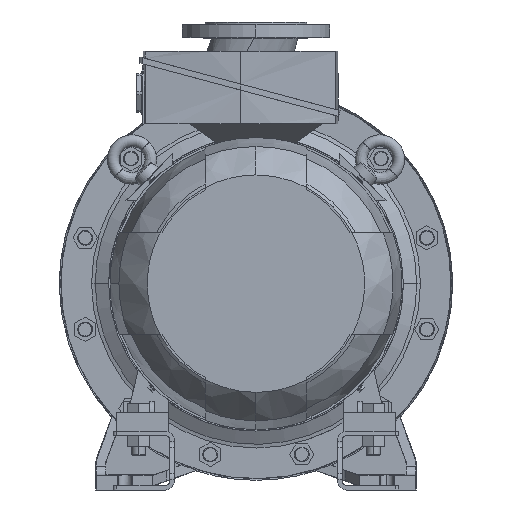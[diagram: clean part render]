
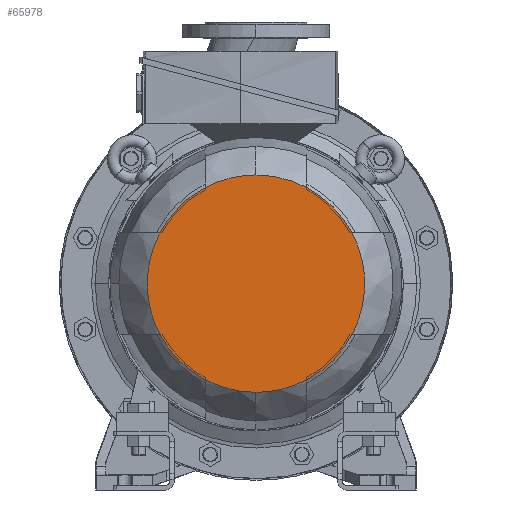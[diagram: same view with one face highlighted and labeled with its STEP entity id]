
A CAD part, left-side view. The second image highlights one B-rep face of the part: STEP entity #65978.
In plain terms, the highlighted face is planar.
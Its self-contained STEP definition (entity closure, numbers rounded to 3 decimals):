
#1531 = CARTESIAN_POINT ( 'NONE',  ( -925.801, 147.5, -147.5 ) ) ;
#2199 = CARTESIAN_POINT ( 'NONE',  ( -925.801, 147.5, 0. ) ) ;
#3211 = CARTESIAN_POINT ( 'NONE',  ( -925.801, 0., -147.5 ) ) ;
#3975 = ORIENTED_EDGE ( 'NONE', *, *, #71259, .F. ) ;
#5067 = FACE_OUTER_BOUND ( 'NONE', #75897, .T. ) ;
#16339 = AXIS2_PLACEMENT_3D ( 'NONE', #56714, #108433, #37248 ) ;
#24676 = CARTESIAN_POINT ( 'NONE',  ( -925.801, -147.5, 147.5 ) ) ;
#31738 = CARTESIAN_POINT ( 'NONE',  ( -925.801, 0., -147.5 ) ) ;
#33405 = CARTESIAN_POINT ( 'NONE',  ( -925.801, 0., 147.5 ) ) ;
#35058 =( BOUNDED_CURVE ( )  B_SPLINE_CURVE ( 2, ( #31738, #1531, #2199, #123767, #42477 ),
 .UNSPECIFIED., .F., .T. ) 
 B_SPLINE_CURVE_WITH_KNOTS ( ( 3, 2, 3 ),
 ( 0., 0.231, 0.461 ),
 .UNSPECIFIED. ) 
 CURVE ( )  GEOMETRIC_REPRESENTATION_ITEM ( )  RATIONAL_B_SPLINE_CURVE ( ( 0.932, 0.659, 0.932, 0.659, 0.932 ) ) 
 REPRESENTATION_ITEM ( '' )  );
#37248 = DIRECTION ( 'NONE',  ( 0., 0., 1. ) ) ;
#42477 = CARTESIAN_POINT ( 'NONE',  ( -925.801, 0., 147.5 ) ) ;
#49773 = PLANE ( 'NONE',  #16339 ) ;
#50115 = VERTEX_POINT ( 'NONE', #110254 ) ;
#56714 = CARTESIAN_POINT ( 'NONE',  ( -925.801, -162.25, -162.25 ) ) ;
#58690 = VERTEX_POINT ( 'NONE', #113105 ) ;
#65978 = ADVANCED_FACE ( 'NONE', ( #5067 ), #49773, .T. ) ;
#71259 = EDGE_CURVE ( 'NONE', #58690, #50115, #82088, .T. ) ;
#75897 = EDGE_LOOP ( 'NONE', ( #86898, #3975 ) ) ;
#77823 = EDGE_CURVE ( 'NONE', #50115, #58690, #35058, .T. ) ;
#82088 =( BOUNDED_CURVE ( )  B_SPLINE_CURVE ( 2, ( #33405, #24676, #96514, #117345, #3211 ),
 .UNSPECIFIED., .F., .F. ) 
 B_SPLINE_CURVE_WITH_KNOTS ( ( 3, 2, 3 ),
 ( 0., 0.231, 0.461 ),
 .UNSPECIFIED. ) 
 CURVE ( )  GEOMETRIC_REPRESENTATION_ITEM ( )  RATIONAL_B_SPLINE_CURVE ( ( 0.932, 0.659, 0.932, 0.659, 0.932 ) ) 
 REPRESENTATION_ITEM ( '' )  );
#86898 = ORIENTED_EDGE ( 'NONE', *, *, #77823, .F. ) ;
#96514 = CARTESIAN_POINT ( 'NONE',  ( -925.801, -147.5, 0. ) ) ;
#108433 = DIRECTION ( 'NONE',  ( -1., 0., 0. ) ) ;
#110254 = CARTESIAN_POINT ( 'NONE',  ( -925.801, 0., -147.5 ) ) ;
#113105 = CARTESIAN_POINT ( 'NONE',  ( -925.801, 0., 147.5 ) ) ;
#117345 = CARTESIAN_POINT ( 'NONE',  ( -925.801, -147.5, -147.5 ) ) ;
#123767 = CARTESIAN_POINT ( 'NONE',  ( -925.801, 147.5, 147.5 ) ) ;
